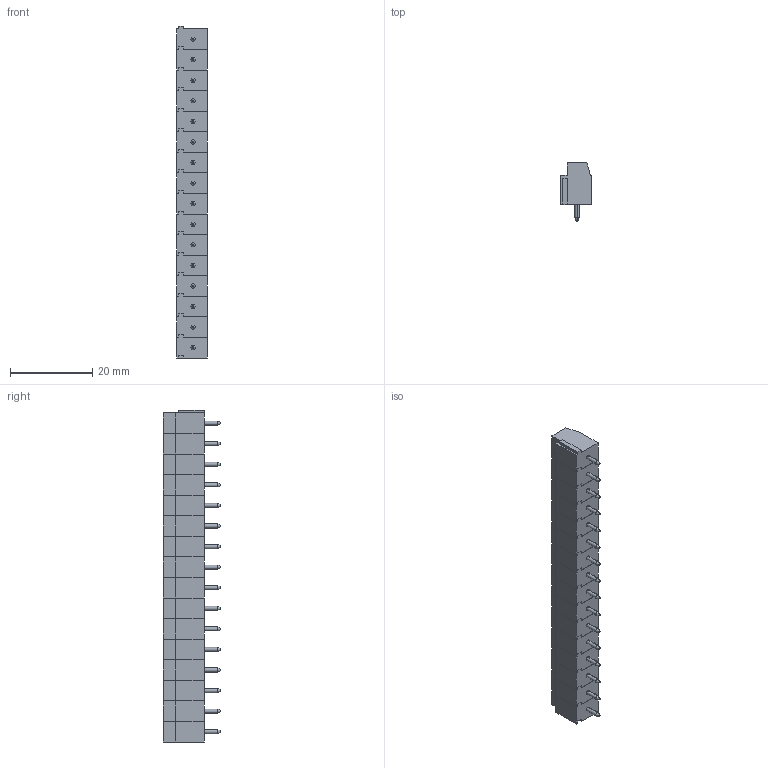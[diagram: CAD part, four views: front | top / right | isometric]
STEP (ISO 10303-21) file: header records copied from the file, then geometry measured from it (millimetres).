
FILE_DESCRIPTION (( 'STEP AP214' ), '1' );
FILE_NAME ('KRM16.STEP', '2015-04-06T09:47:43', ( '' ), ( '' ), 'SwSTEP 2.0', 'SolidWorks 2014', '' );
FILE_SCHEMA (( 'AUTOMOTIVE_DESIGN' ));
Length unit declared in the file: millimetre
Products named in the file (2): krm_Single; KRM16
Assembly tree (16 placements, depth 2):
  KRM16
    krm_Single  x16
Bounding box: 7.5 x 14 x 80.7 mm (x, y, z)
Volume: 4585.6 mm3; surface area: 6635.8 mm2
Topology: 16 solids, 16 shells, 720 faces, 1904 edges, 1248 vertices
Faces by surface type: plane 576, cylinder 80, cone 64
Entity records: 2011 total; most frequent: CARTESIAN_POINT 273, DIRECTION 263, ORIENTED_EDGE 238, EDGE_CURVE 119, LINE 95, VECTOR 95, AXIS2_PLACEMENT_3D 84, VERTEX_POINT 78
